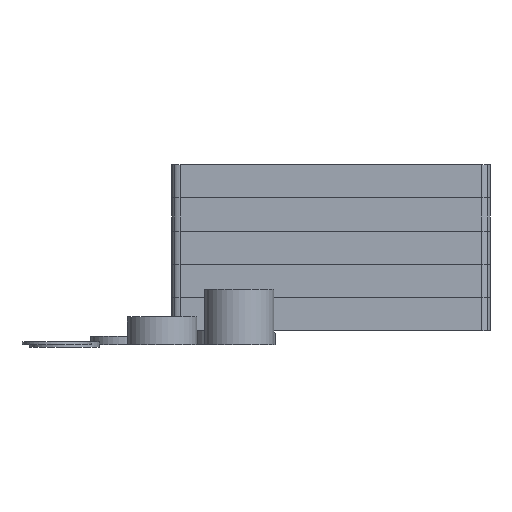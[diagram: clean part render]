
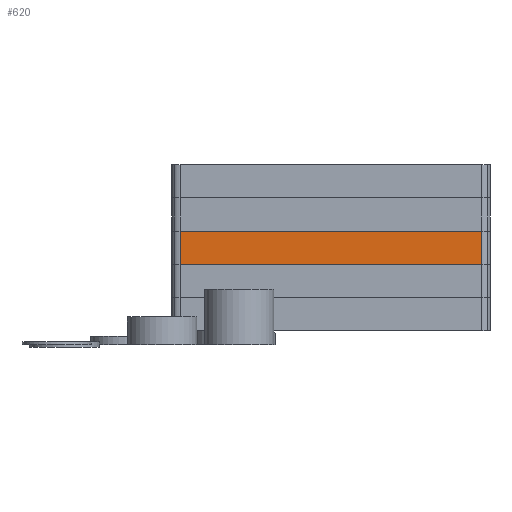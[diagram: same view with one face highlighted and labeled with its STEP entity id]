
A CAD part, front view. The second image highlights one B-rep face of the part: STEP entity #620.
In plain terms, the highlighted planar face has unit normal (0, -1, 0).
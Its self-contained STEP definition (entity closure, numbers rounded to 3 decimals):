
#620=ADVANCED_FACE('',(#1363),#1364,.T.);
#1363=FACE_OUTER_BOUND('',#2321,.T.);
#1364=PLANE('',#2322);
#2321=EDGE_LOOP('',(#3764,#3765,#3766,#3767));
#2322=AXIS2_PLACEMENT_3D('',#3768,#3769,#3770);
#3764=ORIENTED_EDGE('',*,*,#5586,.F.);
#3765=ORIENTED_EDGE('',*,*,#5758,.T.);
#3766=ORIENTED_EDGE('',*,*,#5582,.F.);
#3767=ORIENTED_EDGE('',*,*,#5644,.F.);
#3768=CARTESIAN_POINT('',(85.0,192.5,41.0));
#3769=DIRECTION('',(0.0,-1.0,0.0));
#3770=DIRECTION('',(0.0,0.0,-1.0));
#5582=EDGE_CURVE('',#6720,#6722,#6723,.T.);
#5586=EDGE_CURVE('',#6726,#6728,#6729,.T.);
#5644=EDGE_CURVE('',#6728,#6720,#6818,.T.);
#5758=EDGE_CURVE('',#6726,#6722,#6983,.T.);
#6720=VERTEX_POINT('',#8156);
#6722=VERTEX_POINT('',#8158);
#6723=LINE('',#8159,#8160);
#6726=VERTEX_POINT('',#8163);
#6728=VERTEX_POINT('',#8165);
#6729=LINE('',#8166,#8167);
#6818=LINE('',#8274,#8275);
#6983=LINE('',#8488,#8489);
#8156=CARTESIAN_POINT('',(-27.0,192.5,29.0));
#8158=CARTESIAN_POINT('',(-27.0,192.5,41.0));
#8159=CARTESIAN_POINT('',(-27.0,192.5,41.0));
#8160=VECTOR('',#9634,1.0);
#8163=CARTESIAN_POINT('',(82.0,192.5,41.0));
#8165=CARTESIAN_POINT('',(82.0,192.5,29.0));
#8166=CARTESIAN_POINT('',(82.0,192.5,41.0));
#8167=VECTOR('',#9641,1.0);
#8274=CARTESIAN_POINT('',(85.0,192.5,29.0));
#8275=VECTOR('',#9744,1.0);
#8488=CARTESIAN_POINT('',(85.0,192.5,41.0));
#8489=VECTOR('',#9898,1.0);
#9634=DIRECTION('',(0.0,0.0,1.0));
#9641=DIRECTION('',(0.0,0.0,-1.0));
#9744=DIRECTION('',(-1.0,0.0,0.0));
#9898=DIRECTION('',(-1.0,0.0,0.0));
